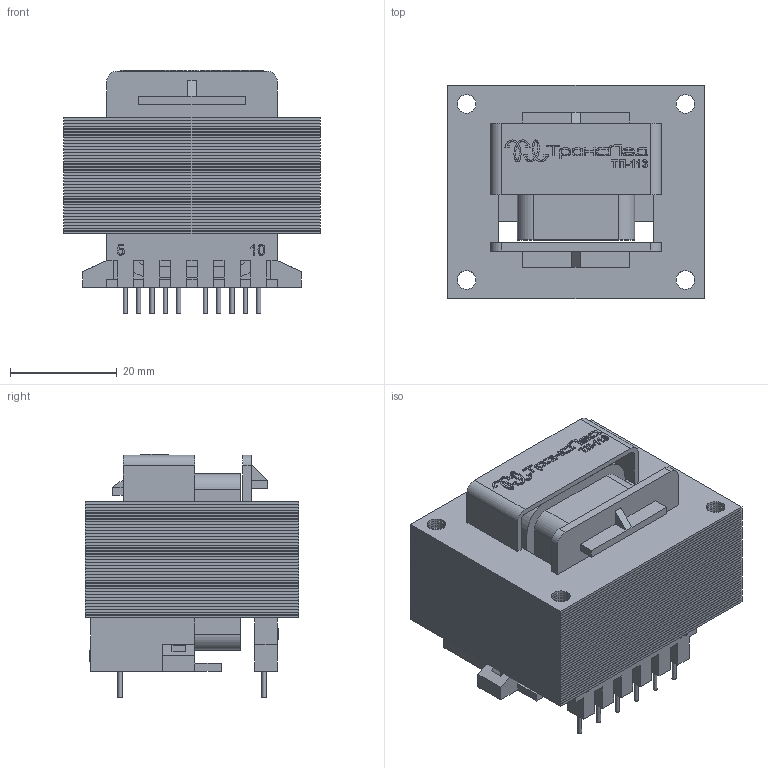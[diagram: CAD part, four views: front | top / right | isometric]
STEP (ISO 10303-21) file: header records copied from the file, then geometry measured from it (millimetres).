
FILE_DESCRIPTION(/* description */ (''),/* implementation_level */ '2;1');
FILE_NAME(/* name */ 'TP-113.step',/* time_stamp */ '2022-10-27T01:53:43+03:00',/* author */ (''),/* organization */ (''),/* preprocessor_version */ 'ST-DEVELOPER v19.2',/* originating_system */ 'Autodesk Translation Framework v11.17.0.187',/* authorisation */ '');
FILE_SCHEMA (('AUTOMOTIVE_DESIGN { 1 0 10303 214 3 1 1 }'));
Length unit declared in the file: millimetre
Products named in the file (1): TP-113
Bounding box: 48 x 40 x 45.7 mm (x, y, z)
Volume: 46566.7 mm3; surface area: 120908.4 mm2
Topology: 81 solids, 81 shells, 1245 faces, 3239 edges, 2157 vertices
Faces by surface type: plane 813, bspline 234, cylinder 198
Full cylindrical faces by diameter (mm): 0.8 x20, 3.5 x160
Entity records: 39775 total; most frequent: CARTESIAN_POINT 9852, ORIENTED_EDGE 6478, DIRECTION 5255, EDGE_CURVE 3239, LINE 2375, VECTOR 2375, VERTEX_POINT 2157, EDGE_LOOP 1686
